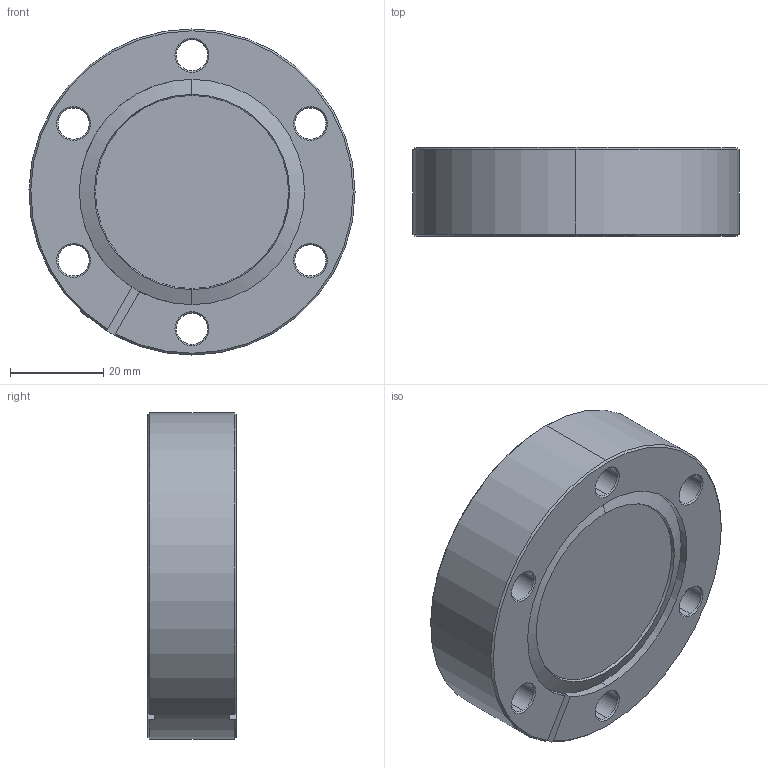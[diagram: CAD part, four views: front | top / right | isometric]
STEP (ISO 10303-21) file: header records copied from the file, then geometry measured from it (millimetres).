
FILE_DESCRIPTION (( 'STEP AP214' ), '1' );
FILE_NAME ('Hositrad_CF35-BD.STEP', '2017-05-05T13:16:32', ( 'Gebruiker' ), ( '' ), 'SwSTEP 2.0', 'SolidWorks 2017', '' );
FILE_SCHEMA (( 'AUTOMOTIVE_DESIGN' ));
Length unit declared in the file: millimetre
Products named in the file (1): Hositrad_CF35-BD
Bounding box: 69.99 x 19 x 70 mm (x, y, z)
Volume: 64599.8 mm3; surface area: 14466.4 mm2
Topology: 1 solids, 1 shells, 66 faces, 164 edges, 100 vertices
Faces by surface type: cone 38, cylinder 18, plane 10
Entity records: 2036 total; most frequent: DIRECTION 384, CARTESIAN_POINT 343, ORIENTED_EDGE 328, EDGE_CURVE 164, AXIS2_PLACEMENT_3D 157, VERTEX_POINT 100, CIRCLE 90, EDGE_LOOP 78
